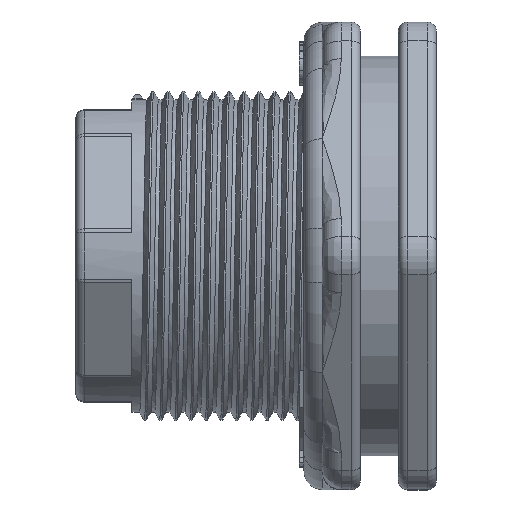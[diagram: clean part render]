
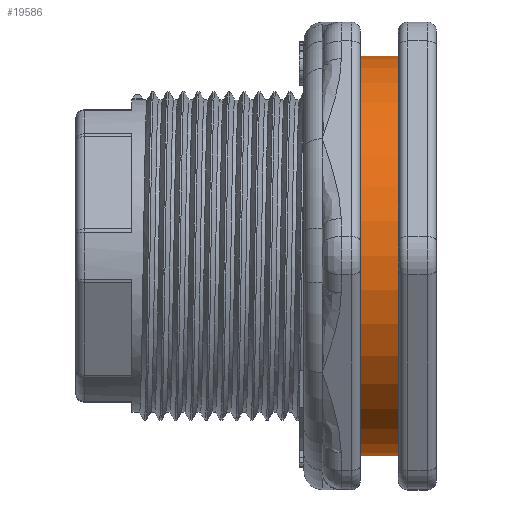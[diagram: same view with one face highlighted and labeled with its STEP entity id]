
A CAD part, top view. The second image highlights one B-rep face of the part: STEP entity #19586.
In plain terms, the highlighted cylindrical face has radius 33.337 mm (diameter 66.675 mm), a full revolution.
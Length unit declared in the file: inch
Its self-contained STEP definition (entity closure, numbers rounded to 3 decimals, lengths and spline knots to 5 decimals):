
#19559=CARTESIAN_POINT('',(0.0,0.0,-0.125));
#19560=DIRECTION('',(0.0,0.0,1.0));
#19561=DIRECTION('',(-1.0,0.0,0.0));
#19562=AXIS2_PLACEMENT_3D('',#19559,#19560,#19561);
#19563=CYLINDRICAL_SURFACE('',#19562,1.3125);
#19564=CARTESIAN_POINT('',(1.3125,0.,0.125));
#19565=VERTEX_POINT('',#19564);
#19566=CARTESIAN_POINT('',(0.0,0.0,0.125));
#19567=DIRECTION('',(0.0,0.0,-1.0));
#19568=DIRECTION('',(-1.0,0.0,0.0));
#19569=AXIS2_PLACEMENT_3D('',#19566,#19567,#19568);
#19570=CIRCLE('',#19569,1.3125);
#19571=EDGE_CURVE('',#19565,#19565,#19570,.T.);
#19572=ORIENTED_EDGE('',*,*,#19571,.T.);
#19573=EDGE_LOOP('',(#19572));
#19574=FACE_OUTER_BOUND('',#19573,.T.);
#19575=CARTESIAN_POINT('',(1.3125,0.,-0.125));
#19576=VERTEX_POINT('',#19575);
#19577=CARTESIAN_POINT('',(0.0,0.0,-0.125));
#19578=DIRECTION('',(0.0,0.0,-1.0));
#19579=DIRECTION('',(-1.0,0.0,0.0));
#19580=AXIS2_PLACEMENT_3D('',#19577,#19578,#19579);
#19581=CIRCLE('',#19580,1.3125);
#19582=EDGE_CURVE('',#19576,#19576,#19581,.T.);
#19583=ORIENTED_EDGE('',*,*,#19582,.F.);
#19584=EDGE_LOOP('',(#19583));
#19585=FACE_BOUND('',#19584,.T.);
#19586=ADVANCED_FACE('',(#19574,#19585),#19563,.T.);
